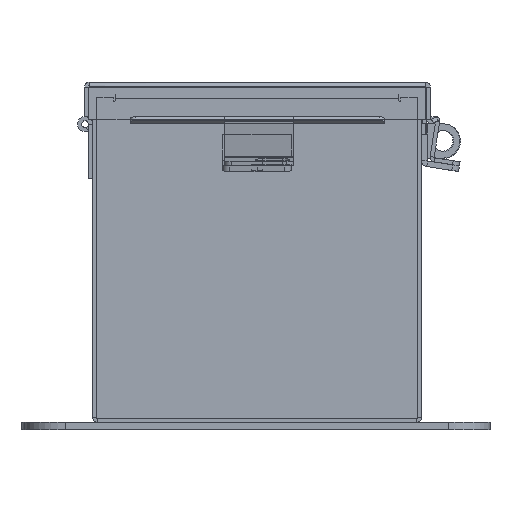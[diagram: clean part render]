
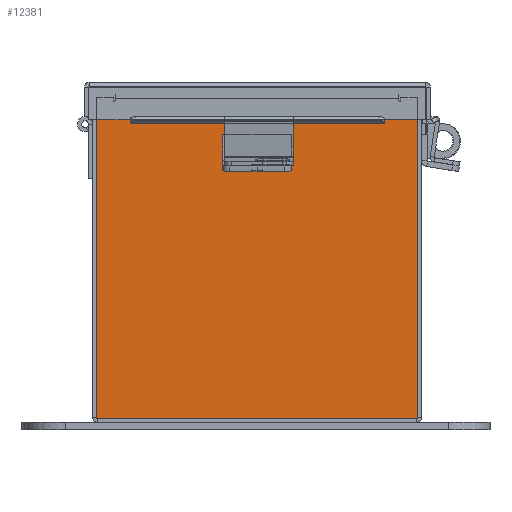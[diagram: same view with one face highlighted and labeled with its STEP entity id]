
A CAD part, front view. The second image highlights one B-rep face of the part: STEP entity #12381.
In plain terms, the highlighted face is planar.
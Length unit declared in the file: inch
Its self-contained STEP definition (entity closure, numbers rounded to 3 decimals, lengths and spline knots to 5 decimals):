
#27 = LINE ( 'NONE', #12949, #13317 ) ;
#654 = VECTOR ( 'NONE', #19058, 39.37008 ) ;
#688 = CARTESIAN_POINT ( 'NONE',  ( -2.61965, 0., 0. ) ) ;
#832 = ORIENTED_EDGE ( 'NONE', *, *, #4064, .T. ) ;
#1425 = EDGE_LOOP ( 'NONE', ( #23794, #20501, #20190, #5834, #30243, #29289, #5566, #11015, #832, #7238, #14365, #12461 ) ) ;
#1518 = CARTESIAN_POINT ( 'NONE',  ( 0., 0., 0. ) ) ;
#2005 = VERTEX_POINT ( 'NONE', #12037 ) ;
#2037 = CARTESIAN_POINT ( 'NONE',  ( -2.9253, 0., -2.9253 ) ) ;
#3151 = CARTESIAN_POINT ( 'NONE',  ( -2.5823, 0., 2.9123 ) ) ;
#3189 = CARTESIAN_POINT ( 'NONE',  ( -2.61965, 0., 2.9253 ) ) ;
#3815 = CIRCLE ( 'NONE', #29779, 0.01868 ) ;
#4064 = EDGE_CURVE ( 'NONE', #17382, #26729, #28432, .T. ) ;
#4407 = DIRECTION ( 'NONE',  ( 0., 0., -1. ) ) ;
#4761 = DIRECTION ( 'NONE',  ( 0., 0., 1. ) ) ;
#5513 = DIRECTION ( 'NONE',  ( 0., 1., 0. ) ) ;
#5566 = ORIENTED_EDGE ( 'NONE', *, *, #7775, .F. ) ;
#5652 = EDGE_CURVE ( 'NONE', #29678, #17382, #30539, .T. ) ;
#5834 = ORIENTED_EDGE ( 'NONE', *, *, #32478, .T. ) ;
#6917 = CARTESIAN_POINT ( 'NONE',  ( -2.5823, 0., 2.87495 ) ) ;
#7238 = ORIENTED_EDGE ( 'NONE', *, *, #36311, .T. ) ;
#7775 = EDGE_CURVE ( 'NONE', #29678, #2005, #10544, .T. ) ;
#7954 = VERTEX_POINT ( 'NONE', #35002 ) ;
#8194 = LINE ( 'NONE', #2037, #654 ) ;
#9648 = EDGE_CURVE ( 'NONE', #2005, #36846, #3815, .T. ) ;
#9680 = CARTESIAN_POINT ( 'NONE',  ( -2.9253, 0., -2.9253 ) ) ;
#9924 = LINE ( 'NONE', #688, #16603 ) ;
#10181 = CARTESIAN_POINT ( 'NONE',  ( -2.5823, 0., 0. ) ) ;
#10544 = LINE ( 'NONE', #34250, #33299 ) ;
#10705 = DIRECTION ( 'NONE',  ( 0., 1., 0. ) ) ;
#11015 = ORIENTED_EDGE ( 'NONE', *, *, #5652, .T. ) ;
#12037 = CARTESIAN_POINT ( 'NONE',  ( 2.61965, 0., 2.87495 ) ) ;
#12286 = CARTESIAN_POINT ( 'NONE',  ( -2.61965, 0., 2.87495 ) ) ;
#12381 = ADVANCED_FACE ( 'NONE', ( #12499 ), #32752, .F. ) ;
#12461 = ORIENTED_EDGE ( 'NONE', *, *, #26537, .T. ) ;
#12499 = FACE_OUTER_BOUND ( 'NONE', #1425, .T. ) ;
#12949 = CARTESIAN_POINT ( 'NONE',  ( 2.5823, 0., 0. ) ) ;
#13023 = DIRECTION ( 'NONE',  ( 0., 0., -1. ) ) ;
#13317 = VECTOR ( 'NONE', #32898, 39.37008 ) ;
#14365 = ORIENTED_EDGE ( 'NONE', *, *, #34434, .T. ) ;
#14533 = DIRECTION ( 'NONE',  ( 1., 0., 0. ) ) ;
#14832 = DIRECTION ( 'NONE',  ( 0., 0., 1. ) ) ;
#15379 = VECTOR ( 'NONE', #4761, 39.37008 ) ;
#15383 = VECTOR ( 'NONE', #27498, 39.37008 ) ;
#15760 = CARTESIAN_POINT ( 'NONE',  ( 2.5823, 0., 2.87495 ) ) ;
#16155 = CARTESIAN_POINT ( 'NONE',  ( -2.9253, 0., 2.9253 ) ) ;
#16249 = AXIS2_PLACEMENT_3D ( 'NONE', #1518, #21414, #4407 ) ;
#16603 = VECTOR ( 'NONE', #14832, 39.37008 ) ;
#17025 = CARTESIAN_POINT ( 'NONE',  ( -2.5823, 0., 2.9123 ) ) ;
#17176 = DIRECTION ( 'NONE',  ( 0., 0., -1. ) ) ;
#17382 = VERTEX_POINT ( 'NONE', #20640 ) ;
#17593 = LINE ( 'NONE', #3151, #24266 ) ;
#18108 = LINE ( 'NONE', #10181, #32346 ) ;
#18914 = CARTESIAN_POINT ( 'NONE',  ( -2.9253, 0., 2.9253 ) ) ;
#19058 = DIRECTION ( 'NONE',  ( -1., 0., 0. ) ) ;
#20190 = ORIENTED_EDGE ( 'NONE', *, *, #34373, .F. ) ;
#20501 = ORIENTED_EDGE ( 'NONE', *, *, #35715, .F. ) ;
#20640 = CARTESIAN_POINT ( 'NONE',  ( 2.9253, 0., 2.9253 ) ) ;
#20875 = VECTOR ( 'NONE', #13023, 39.37008 ) ;
#20886 = CARTESIAN_POINT ( 'NONE',  ( 2.5823, 0., 2.9123 ) ) ;
#21414 = DIRECTION ( 'NONE',  ( 0., -1., 0. ) ) ;
#21607 = CARTESIAN_POINT ( 'NONE',  ( -2.9253, 0., 2.9253 ) ) ;
#22537 = CARTESIAN_POINT ( 'NONE',  ( 2.60098, 0., 2.87495 ) ) ;
#23099 = CARTESIAN_POINT ( 'NONE',  ( 2.9253, 0., -2.9253 ) ) ;
#23794 = ORIENTED_EDGE ( 'NONE', *, *, #35991, .F. ) ;
#24252 = VERTEX_POINT ( 'NONE', #6917 ) ;
#24266 = VECTOR ( 'NONE', #14533, 39.37008 ) ;
#24445 = DIRECTION ( 'NONE',  ( 1., 0., 0. ) ) ;
#25383 = DIRECTION ( 'NONE',  ( 0., 0., -1. ) ) ;
#25548 = CIRCLE ( 'NONE', #32407, 0.01868 ) ;
#26009 = LINE ( 'NONE', #21607, #33593 ) ;
#26170 = VERTEX_POINT ( 'NONE', #17025 ) ;
#26354 = VERTEX_POINT ( 'NONE', #12286 ) ;
#26537 = EDGE_CURVE ( 'NONE', #7954, #27271, #26009, .T. ) ;
#26729 = VERTEX_POINT ( 'NONE', #23099 ) ;
#27238 = DIRECTION ( 'NONE',  ( 0., 0., -1. ) ) ;
#27271 = VERTEX_POINT ( 'NONE', #3189 ) ;
#27498 = DIRECTION ( 'NONE',  ( 1., 0., 0. ) ) ;
#27770 = CARTESIAN_POINT ( 'NONE',  ( -2.60097, 0., 2.87495 ) ) ;
#28432 = LINE ( 'NONE', #30113, #20875 ) ;
#28708 = EDGE_CURVE ( 'NONE', #36846, #34858, #27, .T. ) ;
#29289 = ORIENTED_EDGE ( 'NONE', *, *, #9648, .F. ) ;
#29678 = VERTEX_POINT ( 'NONE', #34985 ) ;
#29731 = VERTEX_POINT ( 'NONE', #9680 ) ;
#29779 = AXIS2_PLACEMENT_3D ( 'NONE', #22537, #5513, #25383 ) ;
#30113 = CARTESIAN_POINT ( 'NONE',  ( 2.9253, 0., 2.9253 ) ) ;
#30243 = ORIENTED_EDGE ( 'NONE', *, *, #28708, .F. ) ;
#30537 = LINE ( 'NONE', #18914, #15379 ) ;
#30539 = LINE ( 'NONE', #16155, #15383 ) ;
#30635 = DIRECTION ( 'NONE',  ( 0., 0., -1. ) ) ;
#32346 = VECTOR ( 'NONE', #27238, 39.37008 ) ;
#32407 = AXIS2_PLACEMENT_3D ( 'NONE', #27770, #10705, #30635 ) ;
#32478 = EDGE_CURVE ( 'NONE', #26170, #34858, #17593, .T. ) ;
#32752 = PLANE ( 'NONE',  #16249 ) ;
#32898 = DIRECTION ( 'NONE',  ( 0., 0., 1. ) ) ;
#33299 = VECTOR ( 'NONE', #17176, 39.37008 ) ;
#33593 = VECTOR ( 'NONE', #24445, 39.37008 ) ;
#34250 = CARTESIAN_POINT ( 'NONE',  ( 2.61965, 0., 0. ) ) ;
#34373 = EDGE_CURVE ( 'NONE', #26170, #24252, #18108, .T. ) ;
#34434 = EDGE_CURVE ( 'NONE', #29731, #7954, #30537, .T. ) ;
#34858 = VERTEX_POINT ( 'NONE', #20886 ) ;
#34985 = CARTESIAN_POINT ( 'NONE',  ( 2.61965, 0., 2.9253 ) ) ;
#35002 = CARTESIAN_POINT ( 'NONE',  ( -2.9253, 0., 2.9253 ) ) ;
#35715 = EDGE_CURVE ( 'NONE', #24252, #26354, #25548, .T. ) ;
#35991 = EDGE_CURVE ( 'NONE', #26354, #27271, #9924, .T. ) ;
#36311 = EDGE_CURVE ( 'NONE', #26729, #29731, #8194, .T. ) ;
#36846 = VERTEX_POINT ( 'NONE', #15760 ) ;
